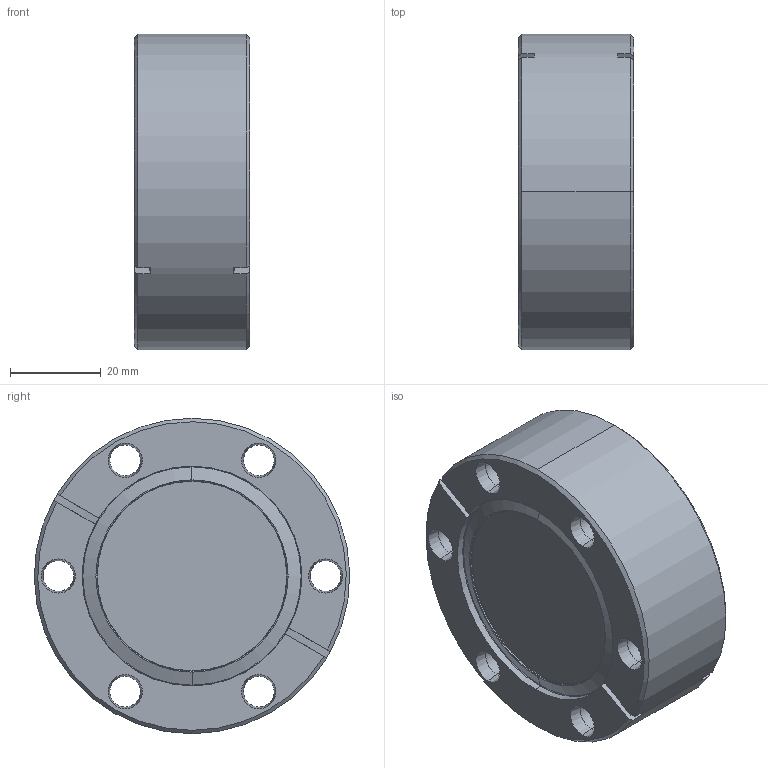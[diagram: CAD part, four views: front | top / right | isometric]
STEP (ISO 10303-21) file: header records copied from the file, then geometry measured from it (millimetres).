
FILE_DESCRIPTION (( 'STEP AP203' ), '1' );
FILE_NAME ('140043_A.STEP', '2024-03-26T10:41:01', ( '' ), ( '' ), 'SwSTEP 2.0', 'SolidWorks 2022', '' );
FILE_SCHEMA (( 'CONFIG_CONTROL_DESIGN' ));
Length unit declared in the file: inch
Products named in the file (1): 140043_A
Bounding box: 25.4 x 69.33 x 69.34 mm (x, y, z)
Volume: 85317.9 mm3; surface area: 16535.7 mm2
Topology: 1 solids, 1 shells, 86 faces, 206 edges, 122 vertices
Faces by surface type: cone 34, cylinder 26, plane 14, torus 12
Entity records: 2615 total; most frequent: DIRECTION 478, CARTESIAN_POINT 463, ORIENTED_EDGE 412, EDGE_CURVE 206, AXIS2_PLACEMENT_3D 201, VERTEX_POINT 122, CIRCLE 114, EDGE_LOOP 98
